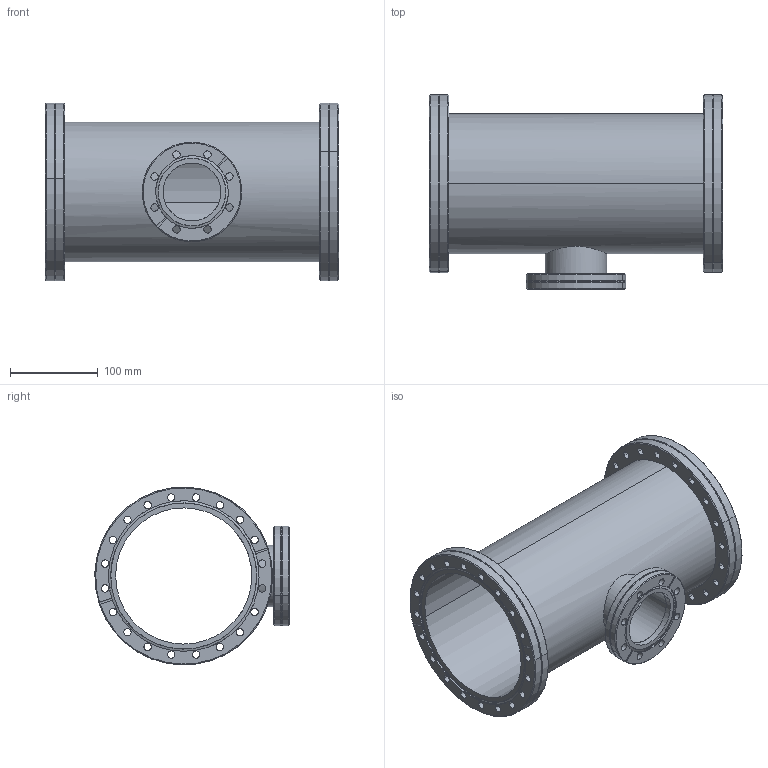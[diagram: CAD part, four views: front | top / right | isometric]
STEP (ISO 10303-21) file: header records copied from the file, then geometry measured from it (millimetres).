
FILE_DESCRIPTION (( 'STEP AP214' ), '1' );
FILE_NAME ('420RTR160-063.stp', '2017-05-31T09:39:37', ( '' ), ( '' ), 'SwSTEP 2.0', 'SolidWorks 2015', '' );
FILE_SCHEMA (( 'AUTOMOTIVE_DESIGN' ));
Length unit declared in the file: millimetre
Products named in the file (1): 420RTR160-063
Bounding box: 334 x 221.18 x 202.37 mm (x, y, z)
Volume: 920958.8 mm3; surface area: 476011.5 mm2
Topology: 4 solids, 5 shells, 217 faces, 553 edges, 350 vertices
Faces by surface type: cylinder 147, cone 28, torus 22, plane 20
Entity records: 10009 total; most frequent: CARTESIAN_POINT 1823, DIRECTION 1317, ORIENTED_EDGE 1106, AXIS2_PLACEMENT_3D 568, EDGE_CURVE 553, VERTEX_POINT 350, CIRCLE 350, EDGE_LOOP 329
